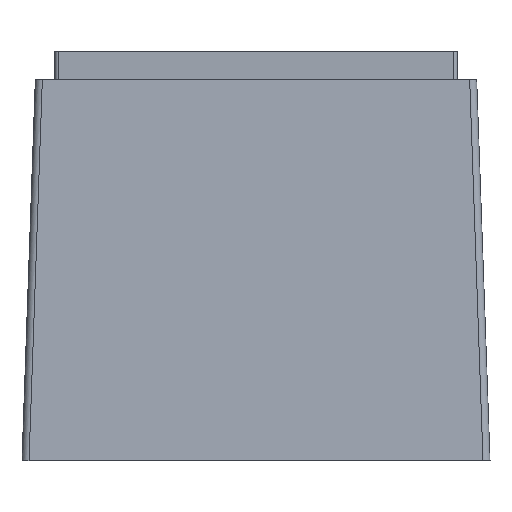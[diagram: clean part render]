
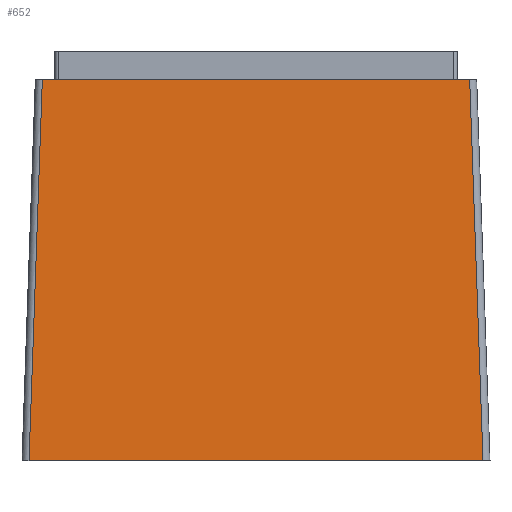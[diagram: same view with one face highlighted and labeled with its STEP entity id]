
A CAD part, front view. The second image highlights one B-rep face of the part: STEP entity #652.
In plain terms, the highlighted planar face has unit normal (0, -0.999, 0.035).
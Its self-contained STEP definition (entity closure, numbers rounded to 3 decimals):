
#632=AXIS2_PLACEMENT_3D('Plane Axis2P3D',#629,#630,#631) ;
#364=CARTESIAN_POINT('Vertex',(19.7,0.,0.)) ;
#367=CARTESIAN_POINT('Line Origine',(10.,0.,0.)) ;
#371=CARTESIAN_POINT('Vertex',(0.3,0.,0.)) ;
#606=CARTESIAN_POINT('Line Origine',(20.496,-0.796,-22.803)) ;
#610=CARTESIAN_POINT('Vertex',(19.131,0.569,16.3)) ;
#629=CARTESIAN_POINT('Axis2P3D Location',(0.,0.,0.)) ;
#634=CARTESIAN_POINT('Line Origine',(10.,0.569,16.3)) ;
#638=CARTESIAN_POINT('Vertex',(0.869,0.569,16.3)) ;
#641=CARTESIAN_POINT('Line Origine',(0.584,0.285,8.15)) ;
#368=DIRECTION('Vector Direction',(-1.,0.,0.)) ;
#607=DIRECTION('Vector Direction',(-0.035,0.035,0.999)) ;
#630=DIRECTION('Axis2P3D Direction',(0.,-0.999,0.035)) ;
#631=DIRECTION('Axis2P3D XDirection',(1.,0.,0.)) ;
#635=DIRECTION('Vector Direction',(-1.,0.,0.)) ;
#642=DIRECTION('Vector Direction',(0.035,0.035,0.999)) ;
#369=VECTOR('Line Direction',#368,1.) ;
#608=VECTOR('Line Direction',#607,1.) ;
#636=VECTOR('Line Direction',#635,1.) ;
#643=VECTOR('Line Direction',#642,1.) ;
#647=ORIENTED_EDGE('',*,*,#373,.F.) ;
#648=ORIENTED_EDGE('',*,*,#612,.T.) ;
#649=ORIENTED_EDGE('',*,*,#640,.T.) ;
#650=ORIENTED_EDGE('',*,*,#645,.F.) ;
#652=ADVANCED_FACE('K\X2\00F6\X0\rper',(#651),#633,.T.) ;
#373=EDGE_CURVE('',#365,#372,#370,.T.) ;
#612=EDGE_CURVE('',#365,#611,#609,.T.) ;
#640=EDGE_CURVE('',#611,#639,#637,.T.) ;
#645=EDGE_CURVE('',#372,#639,#644,.T.) ;
#646=EDGE_LOOP('',(#647,#648,#649,#650)) ;
#651=FACE_OUTER_BOUND('',#646,.T.) ;
#370=LINE('Line',#367,#369) ;
#609=LINE('Line',#606,#608) ;
#637=LINE('Line',#634,#636) ;
#644=LINE('Line',#641,#643) ;
#633=PLANE('',#632) ;
#365=VERTEX_POINT('',#364) ;
#372=VERTEX_POINT('',#371) ;
#611=VERTEX_POINT('',#610) ;
#639=VERTEX_POINT('',#638) ;
